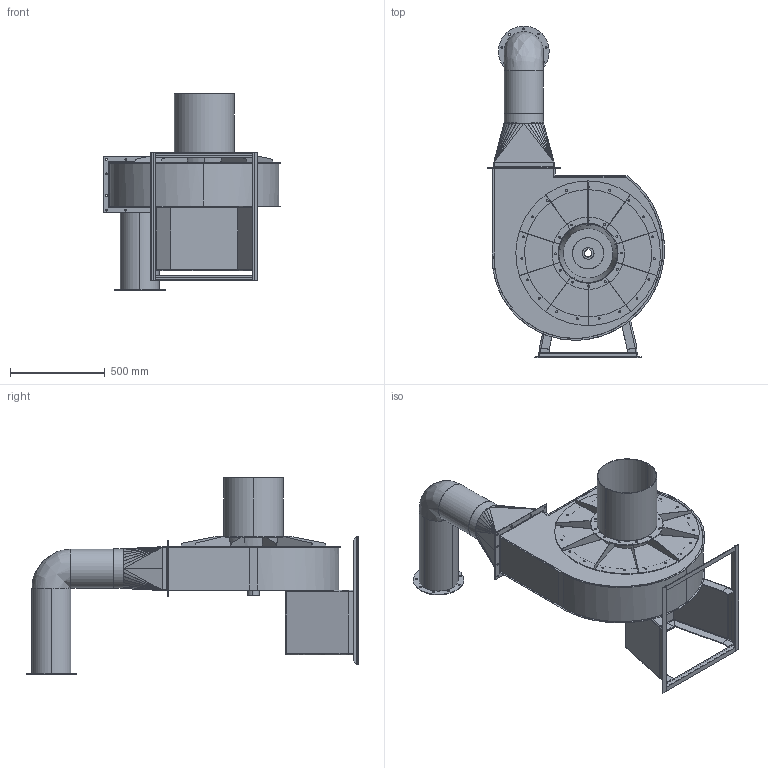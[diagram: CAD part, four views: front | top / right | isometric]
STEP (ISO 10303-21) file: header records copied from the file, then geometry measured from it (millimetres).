
FILE_DESCRIPTION(('FreeCAD Model'),'2;1');
FILE_NAME('Open CASCADE Shape Model','2025-05-08T00:23:25',('FreeCAD'),( 'FreeCAD'),'Open CASCADE STEP processor 7.6','FreeCAD','Unknown');
FILE_SCHEMA(('AUTOMOTIVE_DESIGN { 1 0 10303 214 1 1 1 1 }'));
Length unit declared in the file: millimetre
Products named in the file (1): Open CASCADE STEP translator 7.6 1
Bounding box: 934.81 x 1752.31 x 1036.76 mm (x, y, z)
Volume: 10386923.7 mm3; surface area: 9494985.9 mm2
Topology: 48 solids, 48 shells, 975 faces, 2158 edges, 1280 vertices
Faces by surface type: bspline 975
Entity records: 29185 total; most frequent: CARTESIAN_POINT 16025, ORIENTED_EDGE 4316, EDGE_CURVE 2158, B_SPLINE_CURVE_WITH_KNOTS 1468, VERTEX_POINT 1280, FACE_BOUND 1140, EDGE_LOOP 1140, ADVANCED_FACE 975
